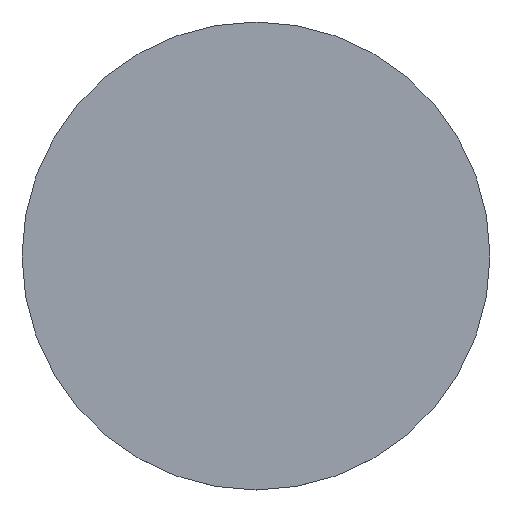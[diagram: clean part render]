
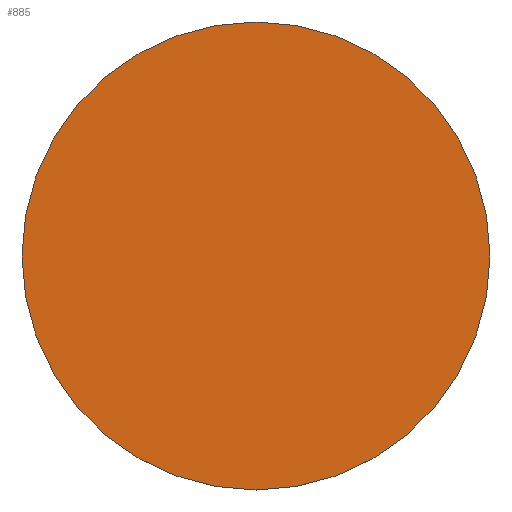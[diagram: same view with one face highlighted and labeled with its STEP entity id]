
A CAD part, top view. The second image highlights one B-rep face of the part: STEP entity #885.
In plain terms, the highlighted face is planar.
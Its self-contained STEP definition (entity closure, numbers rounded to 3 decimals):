
#80=CIRCLE('',#987,19.05);
#127=FACE_OUTER_BOUND('',#175,.T.);
#175=EDGE_LOOP('',(#815));
#428=VERTEX_POINT('',#1551);
#557=EDGE_CURVE('',#428,#428,#80,.T.);
#815=ORIENTED_EDGE('',*,*,#557,.F.);
#838=PLANE('',#988);
#885=ADVANCED_FACE('',(#127),#838,.F.);
#987=AXIS2_PLACEMENT_3D('',#1553,#1242,#1243);
#988=AXIS2_PLACEMENT_3D('',#1554,#1244,#1245);
#1242=DIRECTION('center_axis',(-0.866,-0.5,0.));
#1243=DIRECTION('ref_axis',(0.,0.,
1.));
#1244=DIRECTION('center_axis',(-0.866,-0.5,0.));
#1245=DIRECTION('ref_axis',(0.,0.,
1.));
#1551=CARTESIAN_POINT('',(-84.518,-42.36,121.267));
#1553=CARTESIAN_POINT('Origin',(-84.518,-42.36,140.317));
#1554=CARTESIAN_POINT('Origin',(-84.518,-42.36,140.317));
